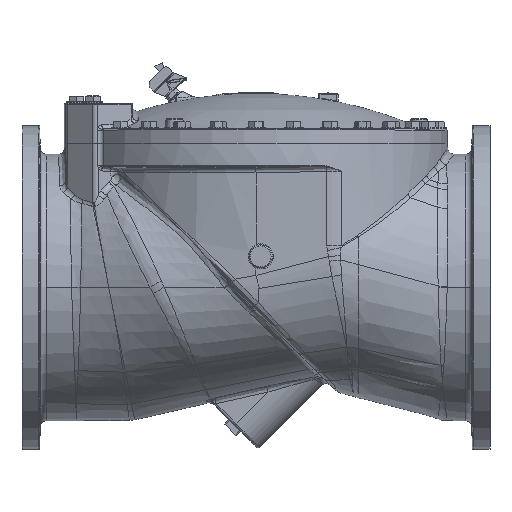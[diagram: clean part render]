
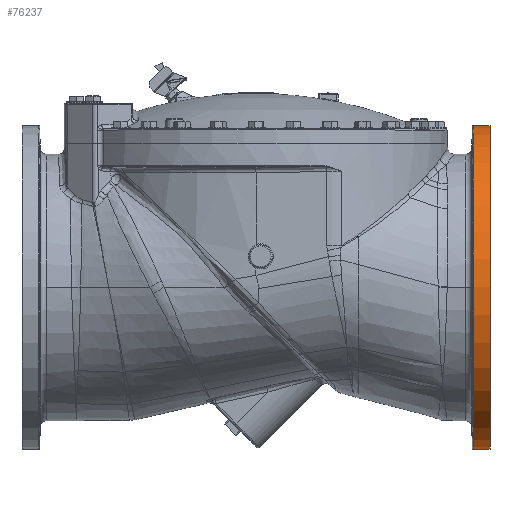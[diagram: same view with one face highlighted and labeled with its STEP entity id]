
A CAD part, top view. The second image highlights one B-rep face of the part: STEP entity #76237.
In plain terms, the highlighted cylindrical face has radius 492.125 mm (diameter 984.25 mm), a partial arc.
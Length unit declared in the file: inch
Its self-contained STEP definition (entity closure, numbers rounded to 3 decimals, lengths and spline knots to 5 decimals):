
#23182=DIRECTION('',(-1.,0.,0.));
#23183=VECTOR('',#23182,2.00166);
#23184=CARTESIAN_POINT('',(28.,19.375,0.));
#23185=LINE('',#23184,#23183);
#23191=DIRECTION('',(-1.,0.,0.));
#23192=VECTOR('',#23191,2.00166);
#23193=CARTESIAN_POINT('',(28.,-19.375,0.));
#23194=LINE('',#23193,#23192);
#23475=CARTESIAN_POINT('',(28.,0.,0.));
#23476=DIRECTION('',(1.,0.,0.));
#23477=DIRECTION('',(0.,1.,0.));
#23478=AXIS2_PLACEMENT_3D('',#23475,#23476,#23477);
#23480=CARTESIAN_POINT('',(25.99834,0.,0.));
#23481=DIRECTION('',(-1.,0.,0.));
#23482=DIRECTION('',(0.,-1.,0.));
#23483=AXIS2_PLACEMENT_3D('',#23480,#23481,#23482);
#54798=CARTESIAN_POINT('',(25.99834,19.375,0.));
#54799=CARTESIAN_POINT('',(25.99834,-19.375,0.));
#54800=VERTEX_POINT('',#54798);
#54801=VERTEX_POINT('',#54799);
#54806=CARTESIAN_POINT('',(28.,19.375,0.));
#54807=CARTESIAN_POINT('',(28.,-19.375,0.));
#54808=VERTEX_POINT('',#54806);
#54809=VERTEX_POINT('',#54807);
#76226=CARTESIAN_POINT('',(-31.2818,0.,0.));
#76227=DIRECTION('',(1.,0.,0.));
#76228=DIRECTION('',(0.,-1.,0.));
#76229=AXIS2_PLACEMENT_3D('',#76226,#76227,#76228);
#76230=CYLINDRICAL_SURFACE('',#76229,19.375);
#76231=ORIENTED_EDGE('',*,*,#76040,.T.);
#76232=ORIENTED_EDGE('',*,*,#76023,.T.);
#76233=ORIENTED_EDGE('',*,*,#75979,.T.);
#76234=ORIENTED_EDGE('',*,*,#76020,.F.);
#76235=EDGE_LOOP('',(#76231,#76232,#76233,#76234));
#76236=FACE_OUTER_BOUND('',#76235,.F.);
#23479=CIRCLE('',#23478,19.375);
#23484=CIRCLE('',#23483,19.375);
#75979=EDGE_CURVE('',#54801,#54800,#23484,.T.);
#76020=EDGE_CURVE('',#54808,#54800,#23185,.T.);
#76023=EDGE_CURVE('',#54809,#54801,#23194,.T.);
#76040=EDGE_CURVE('',#54808,#54809,#23479,.T.);
#76237=ADVANCED_FACE('',(#76236),#76230,.T.);
